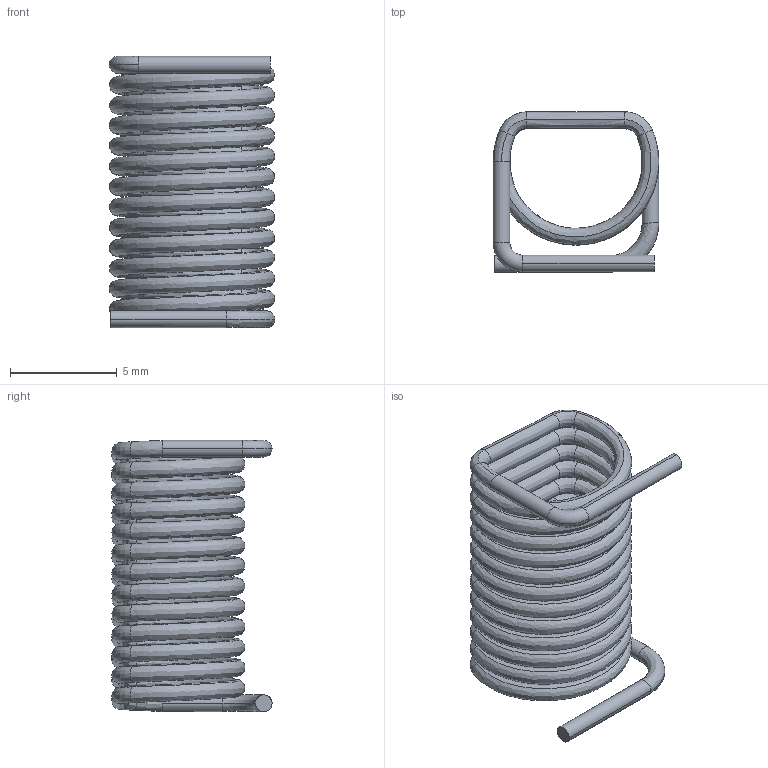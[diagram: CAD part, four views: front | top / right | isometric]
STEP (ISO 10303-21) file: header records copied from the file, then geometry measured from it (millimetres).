
FILE_DESCRIPTION (( 'STEP AP214' ), '1' );
FILE_NAME ('Coilcraft-2929SQ-391.STEP', '2019-01-23T16:27:44', ( '' ), ( '' ), 'SwSTEP 2.0', 'SolidWorks 2018', '' );
FILE_SCHEMA (( 'AUTOMOTIVE_DESIGN' ));
Length unit declared in the file: millimetre
Products named in the file (1): Coilcraft-2929SQ-391
Bounding box: 7.75 x 7.49 x 12.68 mm (x, y, z)
Volume: 133.8 mm3; surface area: 687.6 mm2
Topology: 1 solids, 1 shells, 120 faces, 245 edges, 126 vertices
Faces by surface type: bspline 112, cylinder 4, torus 2, plane 2
Entity records: 12952 total; most frequent: CARTESIAN_POINT 9687, ORIENTED_EDGE 488, DIRECTION 290, EDGE_CURVE 244, AXIS2_PLACEMENT_3D 141, CIRCLE 132, VERTEX_POINT 126, UNCERTAINTY_MEASURE_WITH_UNIT 123
